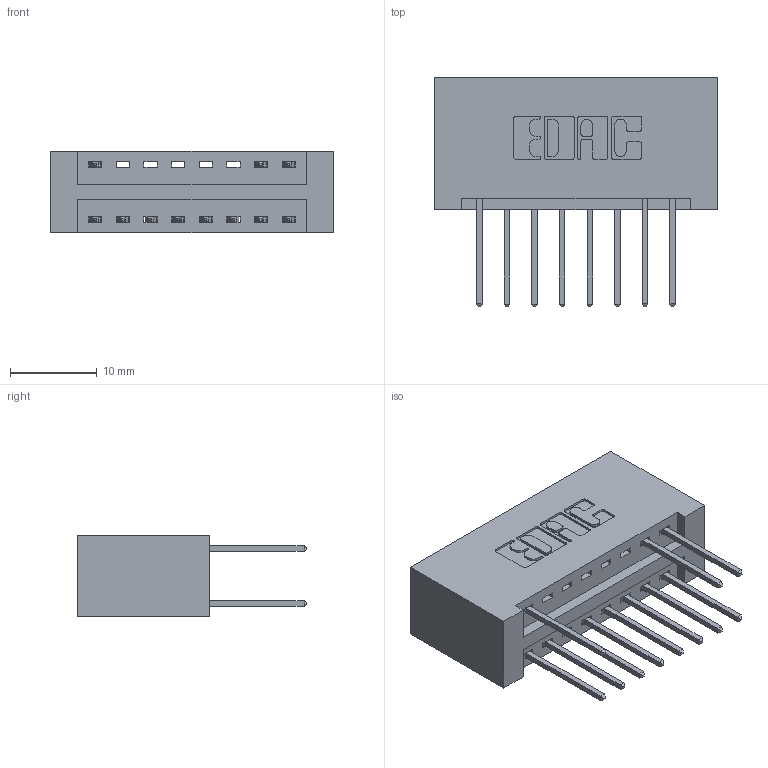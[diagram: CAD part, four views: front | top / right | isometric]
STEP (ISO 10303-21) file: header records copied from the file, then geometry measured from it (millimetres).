
FILE_DESCRIPTION (( 'STEP AP203' ), '1' );
FILE_NAME ('346-016-522-201.STEP', '2018-08-20T03:55:59', ( '' ), ( '' ), 'SwSTEP 2.0', 'SolidWorks 2016', '' );
FILE_SCHEMA (( 'CONFIG_CONTROL_DESIGN' ));
Length unit declared in the file: inch
Products named in the file (3): 346 Part_No Mounting Lugs; 345-292-001_345-293-122; 346-016-522-201
Assembly tree (12 placements, depth 2):
  346-016-522-201
    346 Part_No Mounting Lugs
    345-292-001_345-293-122  x11
Bounding box: 32.64 x 26.42 x 9.4 mm (x, y, z)
Volume: 3475.1 mm3; surface area: 4276.7 mm2
Topology: 12 solids, 12 shells, 716 faces, 2115 edges, 1394 vertices
Faces by surface type: plane 482, cylinder 234
Entity records: 9379 total; most frequent: CARTESIAN_POINT 1611, ORIENTED_EDGE 1550, DIRECTION 1461, EDGE_CURVE 775, LINE 619, VECTOR 619, VERTEX_POINT 514, AXIS2_PLACEMENT_3D 421
